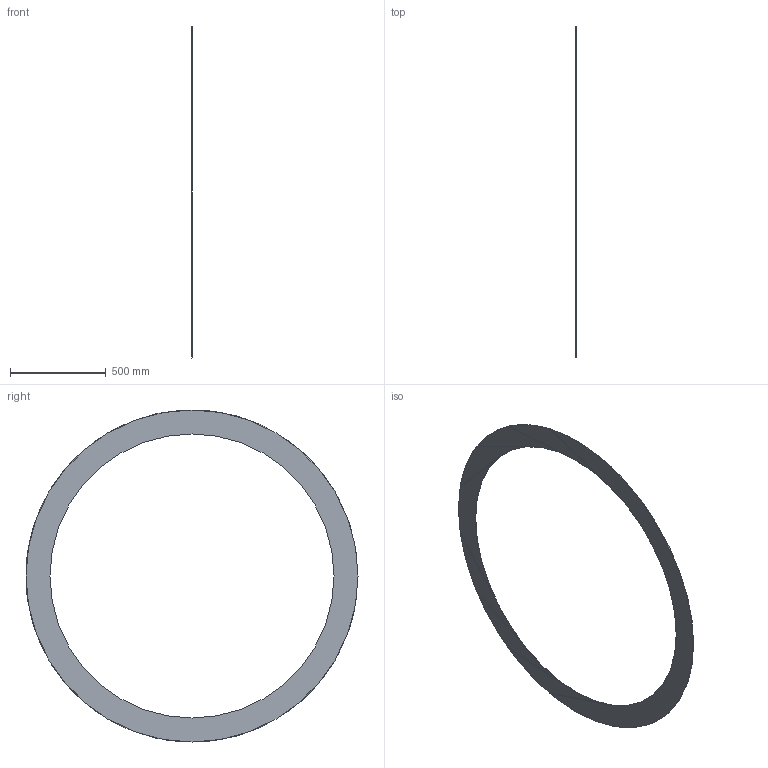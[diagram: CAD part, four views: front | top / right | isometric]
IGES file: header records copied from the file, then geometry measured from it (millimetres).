
Start section:  PTC IGES file: mice2-02.igs
Global section: file name: mice2-02.igs; native system: Pro/ENGINEER by Parametric Technology Corporation; preprocessor: 2004110; author: liuxiaokun; organization: Unknown; date: 080428.080943; units: millimetre
Bounding box: 3.5 x 1734.4 x 1734.4 mm (x, y, z)
Volume: 2180466.5 mm3; surface area: 1314604.9 mm2
Topology: 1 solids, 1 shells, 41 faces, 114 edges, 76 vertices
Faces by surface type: bspline 27, revolution 14
